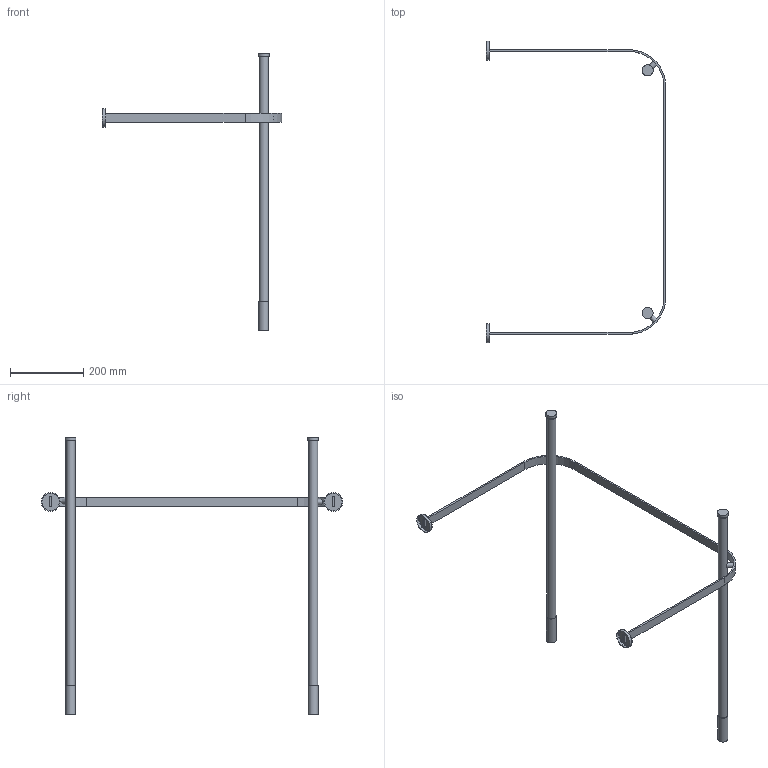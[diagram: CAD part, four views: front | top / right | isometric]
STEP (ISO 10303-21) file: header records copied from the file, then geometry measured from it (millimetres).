
FILE_DESCRIPTION((''),'2;1');
FILE_NAME('003077.stp','2014-11-21T13:34:06',('Administrator'),(''),'Autodesk Inventor 2011','Autodesk Inventor 2011','');
FILE_SCHEMA(('CONFIG_CONTROL_DESIGN'));
Length unit declared in the file: millimetre
Products named in the file (5): 003077; Rohr; Profil 003077; Bolzen; Rosette
Assembly tree (7 placements, depth 2):
  003077
    Rohr  x2
    Profil 003077
    Bolzen  x2
    Rosette  x2
Bounding box: 490.5 x 824.5 x 760 mm (x, y, z)
Volume: 986465.8 mm3; surface area: 242489.9 mm2
Topology: 7 solids, 7 shells, 66 faces, 128 edges, 84 vertices
Faces by surface type: plane 46, cylinder 16, torus 4
Full cylindrical faces by diameter (mm): 15 x2, 25 x2, 27 x2, 30 x2, 49.5 x2, 51.5 x2
Entity records: 1182 total; most frequent: DIRECTION 200, CARTESIAN_POINT 180, ORIENTED_EDGE 148, AXIS2_PLACEMENT_3D 74, EDGE_CURVE 74, VERTEX_POINT 54, EDGE_LOOP 54, VECTOR 52
